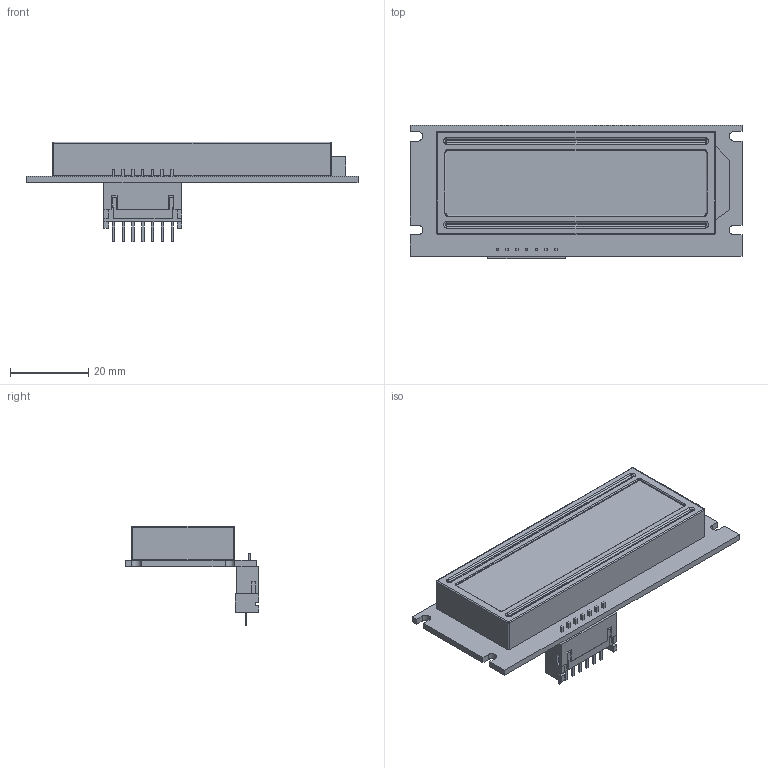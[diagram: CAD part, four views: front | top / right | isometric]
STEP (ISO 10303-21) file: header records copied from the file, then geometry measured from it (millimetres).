
FILE_DESCRIPTION(('FreeCAD Model'),'2;1');
FILE_NAME('ACM1602NI-FLW-FBW-M01_JQ.step', '2015-12-12T18:40:18',('Author'),(''), 'Open CASCADE STEP processor 6.8','FreeCAD','Unknown');
FILE_SCHEMA(('AUTOMOTIVE_DESIGN_CC2 { 1 2 10303 214 -1 1 5 4 }'));
Length unit declared in the file: millimetre
Products named in the file (1): ACM1602NI_FLW_FBW_M01_JQ
Bounding box: 85 x 34.12 x 25.45 mm (x, y, z)
Volume: 10101.8 mm3; surface area: 14050.8 mm2
Topology: 1 solids, 8 shells, 306 faces, 787 edges, 497 vertices
Faces by surface type: plane 252, cylinder 28, sphere 18, bspline 8
Entity records: 25676 total; most frequent: CARTESIAN_POINT 8547, DIRECTION 2519, LINE 1801, VECTOR 1801, ORIENTED_EDGE 1546, PCURVE 1546, DEFINITIONAL_REPRESENTATION 1546, EDGE_CURVE 773
